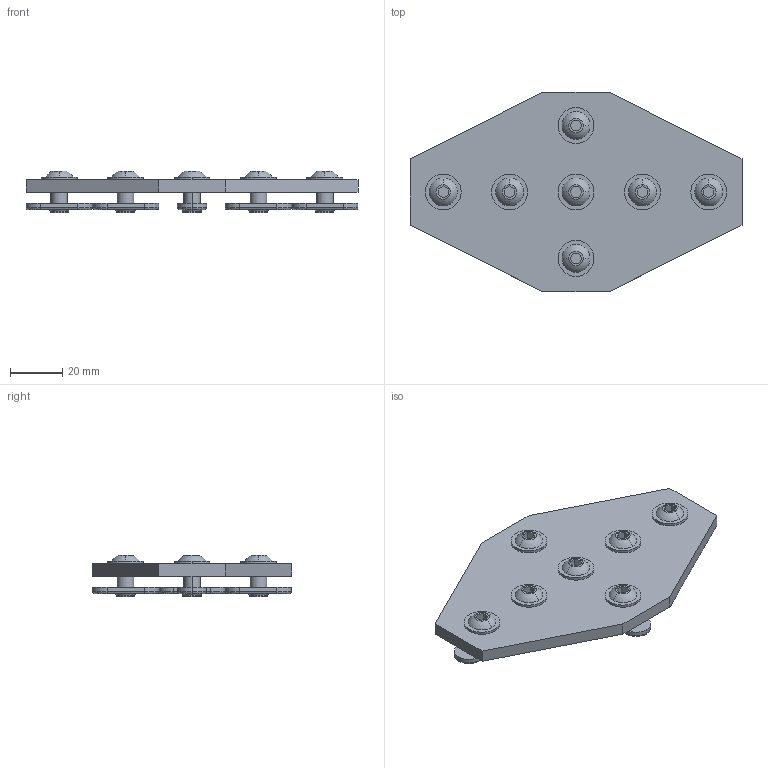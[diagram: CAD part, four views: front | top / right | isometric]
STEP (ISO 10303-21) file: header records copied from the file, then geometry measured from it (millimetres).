
FILE_DESCRIPTION (( 'STEP AP203' ), '1' );
FILE_NAME ('653072.SLDASM.step', '2003-10-13T11:22:20', ( 'Jerry Winters' ), ( 'GoEngineer' ), 'SwSTEP 2.0', 'SolidWorks 2003174', '' );
FILE_SCHEMA (( 'CONFIG_CONTROL_DESIGN' ));
Length unit declared in the file: inch
Products named in the file (5): 653072.SLDASM; Joining Plate (Cross)_653072; 651130; FBHSCS_651136; 651163
Assembly tree (10 placements, depth 3):
  653072.SLDASM
    651130  x7
      FBHSCS_651136
      651163
    Joining Plate (Cross)_653072
Bounding box: 127 x 76.2 x 16 mm (x, y, z)
Volume: 41069.5 mm3; surface area: 25339.8 mm2
Topology: 15 solids, 15 shells, 276 faces, 605 edges, 387 vertices
Faces by surface type: plane 122, cylinder 105, torus 35, sphere 14
Entity records: 2520 total; most frequent: DIRECTION 359, CARTESIAN_POINT 310, ORIENTED_EDGE 286, EDGE_CURVE 143, AXIS2_PLACEMENT_3D 142, VERTEX_POINT 93, EDGE_LOOP 80, LINE 75
